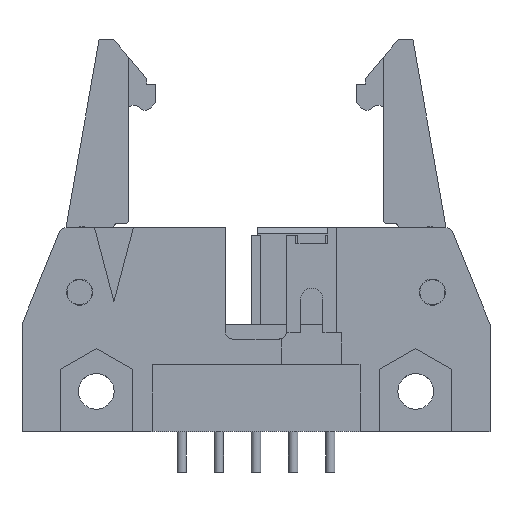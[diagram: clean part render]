
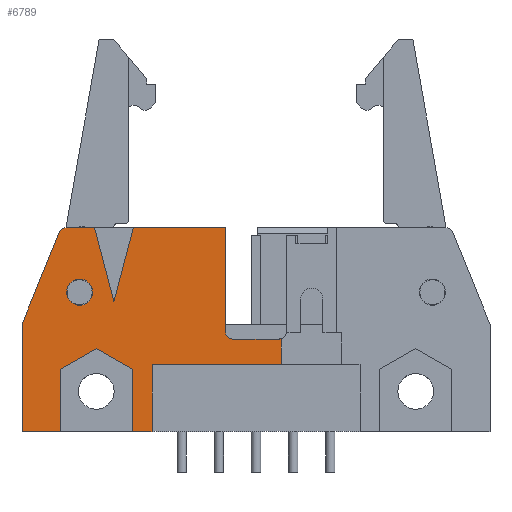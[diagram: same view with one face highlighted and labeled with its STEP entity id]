
A CAD part, front view. The second image highlights one B-rep face of the part: STEP entity #6789.
In plain terms, the highlighted planar face has unit normal (0, -1, 0).
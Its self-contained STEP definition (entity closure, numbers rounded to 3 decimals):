
#1561=CARTESIAN_POINT('',(-12.065,-4.001,2.184));
#1562=DIRECTION('',(0.,-1.,0.));
#1563=DIRECTION('',(1.,0.,0.));
#1564=AXIS2_PLACEMENT_3D('',#1561,#1562,#1563);
#1566=CARTESIAN_POINT('',(-12.065,-4.001,2.184));
#1567=DIRECTION('',(0.,-1.,0.));
#1568=DIRECTION('',(-1.,0.,0.));
#1569=AXIS2_PLACEMENT_3D('',#1566,#1567,#1568);
#1571=CARTESIAN_POINT('',(-12.992,-4.001,6.096));
#1572=DIRECTION('',(0.,-1.,0.));
#1573=DIRECTION('',(0.,0.,1.));
#1574=AXIS2_PLACEMENT_3D('',#1571,#1572,#1573);
#1576=DIRECTION('',(-1.,0.,0.));
#1577=VECTOR('',#1576,1.943);
#1578=CARTESIAN_POINT('',(-11.049,-4.001,6.604));
#1579=LINE('',#1578,#1577);
#1580=DIRECTION('',(0.254,0.,-0.967));
#1581=VECTOR('',#1580,5.252);
#1582=CARTESIAN_POINT('',(-11.049,-4.001,6.604));
#1583=LINE('',#1582,#1581);
#1584=DIRECTION('',(0.254,0.,0.967));
#1585=VECTOR('',#1584,5.252);
#1586=CARTESIAN_POINT('',(-9.716,-4.001,1.524));
#1587=LINE('',#1586,#1585);
#1588=DIRECTION('',(-1.,0.,0.));
#1589=VECTOR('',#1588,6.287);
#1590=CARTESIAN_POINT('',(-2.096,-4.001,6.604));
#1591=LINE('',#1590,#1589);
#1592=DIRECTION('',(0.,0.,-1.));
#1593=VECTOR('',#1592,7.112);
#1594=CARTESIAN_POINT('',(-2.096,-4.001,6.604));
#1595=LINE('',#1594,#1593);
#1596=CARTESIAN_POINT('',(-1.588,-4.001,-0.508));
#1597=DIRECTION('',(0.,-1.,0.));
#1598=DIRECTION('',(-1.,0.,0.));
#1599=AXIS2_PLACEMENT_3D('',#1596,#1597,#1598);
#1601=DIRECTION('',(1.,0.,0.));
#1602=VECTOR('',#1601,3.175);
#1603=CARTESIAN_POINT('',(-1.588,-4.001,-1.016));
#1604=LINE('',#1603,#1602);
#1605=CARTESIAN_POINT('',(1.588,-4.001,-0.508));
#1606=DIRECTION('',(0.,-1.,0.));
#1607=DIRECTION('',(0.,0.,-1.));
#1608=AXIS2_PLACEMENT_3D('',#1605,#1606,#1607);
#1610=DIRECTION('',(0.,0.,-1.));
#1611=VECTOR('',#1610,1.776);
#1612=CARTESIAN_POINT('',(1.74,-4.001,-0.993));
#1613=LINE('',#1612,#1611);
#1614=DIRECTION('',(1.,0.,0.));
#1615=VECTOR('',#1614,8.852);
#1616=CARTESIAN_POINT('',(-7.112,-4.001,-2.769));
#1617=LINE('',#1616,#1615);
#1618=DIRECTION('',(0.,0.,1.));
#1619=VECTOR('',#1618,4.572);
#1620=CARTESIAN_POINT('',(-7.112,-4.001,-7.341));
#1621=LINE('',#1620,#1619);
#1622=DIRECTION('',(1.,0.,0.));
#1623=VECTOR('',#1622,1.321);
#1624=CARTESIAN_POINT('',(-8.433,-4.001,-7.341));
#1625=LINE('',#1624,#1623);
#1626=DIRECTION('',(0.,0.,1.));
#1627=VECTOR('',#1626,4.254);
#1628=CARTESIAN_POINT('',(-8.433,-4.001,-7.341));
#1629=LINE('',#1628,#1627);
#1630=DIRECTION('',(-0.868,0.,0.496));
#1631=VECTOR('',#1630,2.867);
#1632=CARTESIAN_POINT('',(-8.433,-4.001,-3.087));
#1633=LINE('',#1632,#1631);
#1634=DIRECTION('',(-0.866,0.,-0.5));
#1635=VECTOR('',#1634,2.845);
#1636=CARTESIAN_POINT('',(-10.922,-4.001,-1.664));
#1637=LINE('',#1636,#1635);
#1638=DIRECTION('',(0.,0.,1.));
#1639=VECTOR('',#1638,4.254);
#1640=CARTESIAN_POINT('',(-13.386,-4.001,-7.341));
#1641=LINE('',#1640,#1639);
#1642=DIRECTION('',(1.,0.,0.));
#1643=VECTOR('',#1642,2.616);
#1644=CARTESIAN_POINT('',(-16.002,-4.001,-7.341));
#1645=LINE('',#1644,#1643);
#1646=DIRECTION('',(0.,0.,-1.));
#1647=VECTOR('',#1646,7.341);
#1648=CARTESIAN_POINT('',(-16.002,-4.001,0.));
#1649=LINE('',#1648,#1647);
#1650=DIRECTION('',(-0.374,0.,-0.927));
#1651=VECTOR('',#1650,6.779);
#1652=CARTESIAN_POINT('',(-13.463,-4.001,6.286));
#1653=LINE('',#1652,#1651);
#3746=CARTESIAN_POINT('',(-16.002,-4.001,0.));
#3747=CARTESIAN_POINT('',(-16.002,-4.001,-7.341));
#3748=VERTEX_POINT('',#3746);
#3749=VERTEX_POINT('',#3747);
#3762=CARTESIAN_POINT('',(-2.096,-4.001,6.604));
#3763=CARTESIAN_POINT('',(-2.096,-4.001,-0.508));
#3764=VERTEX_POINT('',#3762);
#3765=VERTEX_POINT('',#3763);
#3766=CARTESIAN_POINT('',(-1.588,-4.001,-1.016));
#3767=VERTEX_POINT('',#3766);
#3768=CARTESIAN_POINT('',(1.588,-4.001,-1.016));
#3769=VERTEX_POINT('',#3768);
#3870=CARTESIAN_POINT('',(1.74,-4.001,-0.993));
#3871=VERTEX_POINT('',#3870);
#4024=CARTESIAN_POINT('',(-8.433,-4.001,-7.341));
#4025=CARTESIAN_POINT('',(-8.433,-4.001,-3.087));
#4026=VERTEX_POINT('',#4024);
#4027=VERTEX_POINT('',#4025);
#4028=CARTESIAN_POINT('',(-10.922,-4.001,-1.664));
#4029=VERTEX_POINT('',#4028);
#4030=CARTESIAN_POINT('',(-13.386,-4.001,-3.087));
#4031=VERTEX_POINT('',#4030);
#4032=CARTESIAN_POINT('',(-13.386,-4.001,-7.341));
#4033=VERTEX_POINT('',#4032);
#4090=CARTESIAN_POINT('',(-11.049,-4.001,6.604));
#4091=CARTESIAN_POINT('',(-9.716,-4.001,1.524));
#4092=VERTEX_POINT('',#4090);
#4093=VERTEX_POINT('',#4091);
#4094=CARTESIAN_POINT('',(-8.382,-4.001,6.604));
#4095=VERTEX_POINT('',#4094);
#4630=CARTESIAN_POINT('',(-7.112,-4.001,-2.769));
#4631=CARTESIAN_POINT('',(1.74,-4.001,-2.769));
#4632=VERTEX_POINT('',#4630);
#4633=VERTEX_POINT('',#4631);
#4638=CARTESIAN_POINT('',(-7.112,-4.001,-7.341));
#4639=VERTEX_POINT('',#4638);
#4738=CARTESIAN_POINT('',(-11.176,-4.001,2.184));
#4739=CARTESIAN_POINT('',(-12.954,-4.001,2.184));
#4740=VERTEX_POINT('',#4738);
#4741=VERTEX_POINT('',#4739);
#4830=CARTESIAN_POINT('',(-12.992,-4.001,6.604));
#4831=VERTEX_POINT('',#4830);
#4832=CARTESIAN_POINT('',(-13.463,-4.001,6.286));
#4833=VERTEX_POINT('',#4832);
#6741=CARTESIAN_POINT('',(0.,-4.001,0.));
#6742=DIRECTION('',(0.,-1.,0.));
#6743=DIRECTION('',(1.,0.,0.));
#6744=AXIS2_PLACEMENT_3D('',#6741,#6742,#6743);
#6745=PLANE('',#6744);
#6747=ORIENTED_EDGE('',*,*,#6746,.F.);
#6748=ORIENTED_EDGE('',*,*,#6016,.F.);
#6750=ORIENTED_EDGE('',*,*,#6749,.T.);
#6752=ORIENTED_EDGE('',*,*,#6751,.T.);
#6753=ORIENTED_EDGE('',*,*,#6008,.F.);
#6755=ORIENTED_EDGE('',*,*,#6754,.T.);
#6757=ORIENTED_EDGE('',*,*,#6756,.T.);
#6759=ORIENTED_EDGE('',*,*,#6758,.T.);
#6761=ORIENTED_EDGE('',*,*,#6760,.T.);
#6763=ORIENTED_EDGE('',*,*,#6762,.T.);
#6765=ORIENTED_EDGE('',*,*,#6764,.F.);
#6767=ORIENTED_EDGE('',*,*,#6766,.F.);
#6768=ORIENTED_EDGE('',*,*,#6619,.F.);
#6769=ORIENTED_EDGE('',*,*,#6732,.T.);
#6771=ORIENTED_EDGE('',*,*,#6770,.T.);
#6773=ORIENTED_EDGE('',*,*,#6772,.T.);
#6775=ORIENTED_EDGE('',*,*,#6774,.F.);
#6776=ORIENTED_EDGE('',*,*,#6648,.F.);
#6778=ORIENTED_EDGE('',*,*,#6777,.F.);
#6780=ORIENTED_EDGE('',*,*,#6779,.F.);
#6781=EDGE_LOOP('',(#6747,#6748,#6750,#6752,#6753,#6755,#6757,#6759,#6761,#6763,
#6765,#6767,#6768,#6769,#6771,#6773,#6775,#6776,#6778,#6780));
#6782=FACE_OUTER_BOUND('',#6781,.F.);
#6784=ORIENTED_EDGE('',*,*,#6783,.T.);
#6786=ORIENTED_EDGE('',*,*,#6785,.T.);
#6787=EDGE_LOOP('',(#6784,#6786));
#6788=FACE_BOUND('',#6787,.F.);
#1565=CIRCLE('',#1564,0.889);
#1570=CIRCLE('',#1569,0.889);
#1575=CIRCLE('',#1574,0.508);
#1600=CIRCLE('',#1599,0.508);
#1609=CIRCLE('',#1608,0.508);
#6008=EDGE_CURVE('',#3764,#4095,#1591,.T.);
#6016=EDGE_CURVE('',#4092,#4831,#1579,.T.);
#6619=EDGE_CURVE('',#4026,#4639,#1625,.T.);
#6648=EDGE_CURVE('',#3749,#4033,#1645,.T.);
#6732=EDGE_CURVE('',#4026,#4027,#1629,.T.);
#6746=EDGE_CURVE('',#4831,#4833,#1575,.T.);
#6749=EDGE_CURVE('',#4092,#4093,#1583,.T.);
#6751=EDGE_CURVE('',#4093,#4095,#1587,.T.);
#6754=EDGE_CURVE('',#3764,#3765,#1595,.T.);
#6756=EDGE_CURVE('',#3765,#3767,#1600,.T.);
#6758=EDGE_CURVE('',#3767,#3769,#1604,.T.);
#6760=EDGE_CURVE('',#3769,#3871,#1609,.T.);
#6762=EDGE_CURVE('',#3871,#4633,#1613,.T.);
#6764=EDGE_CURVE('',#4632,#4633,#1617,.T.);
#6766=EDGE_CURVE('',#4639,#4632,#1621,.T.);
#6770=EDGE_CURVE('',#4027,#4029,#1633,.T.);
#6772=EDGE_CURVE('',#4029,#4031,#1637,.T.);
#6774=EDGE_CURVE('',#4033,#4031,#1641,.T.);
#6777=EDGE_CURVE('',#3748,#3749,#1649,.T.);
#6779=EDGE_CURVE('',#4833,#3748,#1653,.T.);
#6783=EDGE_CURVE('',#4740,#4741,#1565,.T.);
#6785=EDGE_CURVE('',#4741,#4740,#1570,.T.);
#6789=ADVANCED_FACE('',(#6782,#6788),#6745,.T.);
